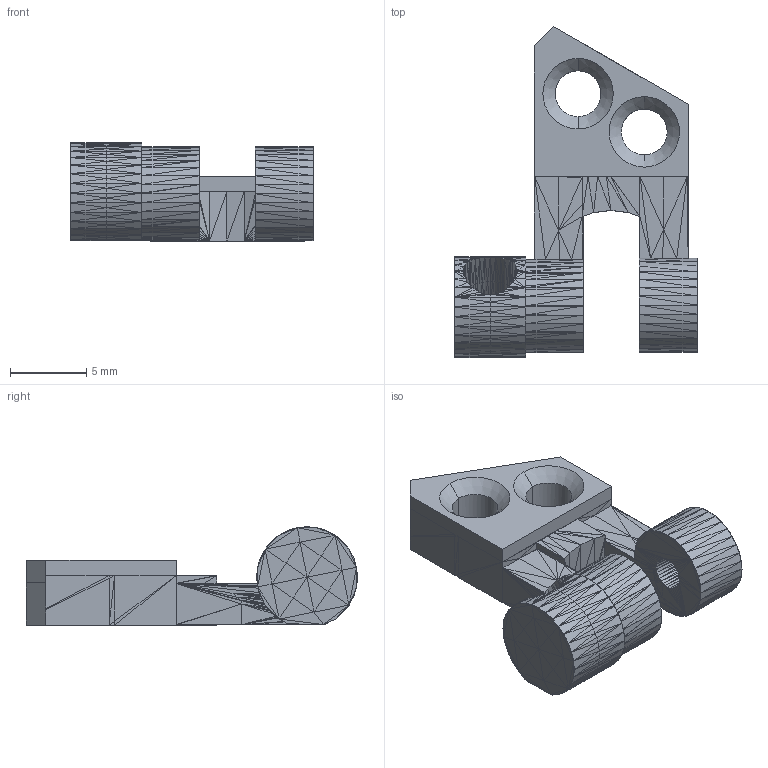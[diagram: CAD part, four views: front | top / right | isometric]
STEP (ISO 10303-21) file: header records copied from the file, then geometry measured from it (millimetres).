
FILE_DESCRIPTION (( 'STEP AP214' ), '1' );
FILE_NAME ('thumb first piece v2.STEP', '2024-08-27T20:51:10', ( '' ), ( '' ), 'SwSTEP 2.0', 'SolidWorks 2024', '' );
FILE_SCHEMA (( 'AUTOMOTIVE_DESIGN' ));
Length unit declared in the file: millimetre
Products named in the file (1): thumb first piece v2
Bounding box: 15.85 x 21.64 x 6.45 mm (x, y, z)
Volume: 692.7 mm3; surface area: 927 mm2
Topology: 1 solids, 1 shells, 1871 faces, 2858 edges, 985 vertices
Faces by surface type: plane 1863, cone 4, cylinder 4
Entity records: 36993 total; most frequent: DIRECTION 6578, CARTESIAN_POINT 5811, ORIENTED_EDGE 5716, EDGE_CURVE 2858, VECTOR 2818, LINE 2818, AXIS2_PLACEMENT_3D 1880, EDGE_LOOP 1873
